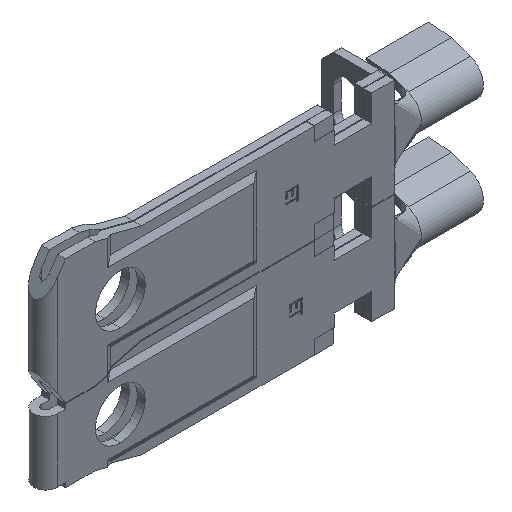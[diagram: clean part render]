
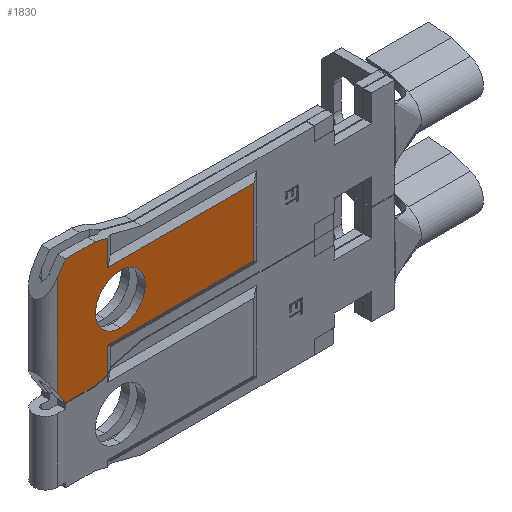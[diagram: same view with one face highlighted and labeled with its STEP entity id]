
A CAD part, isometric view. The second image highlights one B-rep face of the part: STEP entity #1830.
In plain terms, the highlighted planar face has unit normal (0, -1, 0).
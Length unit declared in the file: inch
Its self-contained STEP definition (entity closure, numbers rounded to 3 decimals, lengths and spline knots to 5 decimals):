
#99 = CARTESIAN_POINT ( 'NONE',  ( 0.12641, -0.03, -0.08441 ) ) ;
#117 = CARTESIAN_POINT ( 'NONE',  ( 0.49341, -0.03, -0.08441 ) ) ;
#268 = VECTOR ( 'NONE', #7886, 39.37008 ) ;
#376 = EDGE_CURVE ( 'NONE', #4359, #5174, #4897, .T. ) ;
#447 = CARTESIAN_POINT ( 'NONE',  ( 0.01393, -0.03, 0.17758 ) ) ;
#576 = LINE ( 'NONE', #6411, #10677 ) ;
#736 = CARTESIAN_POINT ( 'NONE',  ( 0., -0.03, 0.124 ) ) ;
#782 = VERTEX_POINT ( 'NONE', #1472 ) ;
#917 = ORIENTED_EDGE ( 'NONE', *, *, #7472, .T. ) ;
#955 = EDGE_CURVE ( 'NONE', #9111, #12230, #1172, .T. ) ;
#978 = CARTESIAN_POINT ( 'NONE',  ( 0., -0.03, 0.1565 ) ) ;
#1120 = CARTESIAN_POINT ( 'NONE',  ( 0.02, -0.03, -0.1565 ) ) ;
#1156 = ORIENTED_EDGE ( 'NONE', *, *, #6571, .T. ) ;
#1172 = CIRCLE ( 'NONE', #7960, 0.0625 ) ;
#1380 = ORIENTED_EDGE ( 'NONE', *, *, #10661, .T. ) ;
#1455 = VECTOR ( 'NONE', #8691, 39.37008 ) ;
#1472 = CARTESIAN_POINT ( 'NONE',  ( 0.095, -0.03, -0.1565 ) ) ;
#1610 = EDGE_CURVE ( 'NONE', #4798, #8781, #11426, .T. ) ;
#1611 = VECTOR ( 'NONE', #5671, 39.37008 ) ;
#1655 = ORIENTED_EDGE ( 'NONE', *, *, #5400, .F. ) ;
#1669 = VECTOR ( 'NONE', #5870, 39.37008 ) ;
#1763 = EDGE_CURVE ( 'NONE', #12230, #9111, #12048, .T. ) ;
#1764 = DIRECTION ( 'NONE',  ( 0., 1., 0. ) ) ;
#1830 = ADVANCED_FACE ( 'NONE', ( #6652, #6352 ), #9330, .F. ) ;
#1900 = CARTESIAN_POINT ( 'NONE',  ( 0.12641, -0.03, -0.14833 ) ) ;
#2053 = EDGE_CURVE ( 'NONE', #7605, #782, #3965, .T. ) ;
#2084 = VECTOR ( 'NONE', #9267, 39.37008 ) ;
#2153 = EDGE_CURVE ( 'NONE', #11666, #8124, #7523, .T. ) ;
#2158 = DIRECTION ( 'NONE',  ( -0.547, 0., -0.837 ) ) ;
#2321 = CARTESIAN_POINT ( 'NONE',  ( 0.12641, -0.03, 0.08441 ) ) ;
#2328 = CARTESIAN_POINT ( 'NONE',  ( 0.49341, -0.03, 0.1 ) ) ;
#2536 = ORIENTED_EDGE ( 'NONE', *, *, #3573, .T. ) ;
#2542 = CARTESIAN_POINT ( 'NONE',  ( 0.07433, -0.03, -0.16187 ) ) ;
#3061 = CARTESIAN_POINT ( 'NONE',  ( -0.00087, -0.03, 0.12457 ) ) ;
#3406 = ORIENTED_EDGE ( 'NONE', *, *, #955, .T. ) ;
#3573 = EDGE_CURVE ( 'NONE', #6119, #3619, #4640, .T. ) ;
#3586 = DIRECTION ( 'NONE',  ( 0., 1., 0. ) ) ;
#3619 = VERTEX_POINT ( 'NONE', #9981 ) ;
#3642 = DIRECTION ( 'NONE',  ( 1., 0., 0. ) ) ;
#3650 = DIRECTION ( 'NONE',  ( 0., 1., 0. ) ) ;
#3935 = LINE ( 'NONE', #978, #6163 ) ;
#3965 = LINE ( 'NONE', #5845, #1455 ) ;
#4072 = AXIS2_PLACEMENT_3D ( 'NONE', #9254, #3586, #10222 ) ;
#4359 = VERTEX_POINT ( 'NONE', #4780 ) ;
#4476 = DIRECTION ( 'NONE',  ( 0.968, 0., 0.252 ) ) ;
#4640 = LINE ( 'NONE', #447, #12270 ) ;
#4723 = CARTESIAN_POINT ( 'NONE',  ( 0., -0.03, 0.08441 ) ) ;
#4780 = CARTESIAN_POINT ( 'NONE',  ( 0., -0.03, 0.1259 ) ) ;
#4798 = VERTEX_POINT ( 'NONE', #9084 ) ;
#4897 = LINE ( 'NONE', #736, #2084 ) ;
#4938 = CARTESIAN_POINT ( 'NONE',  ( 0.12641, -0.03, 0.124 ) ) ;
#5013 = VECTOR ( 'NONE', #3642, 39.37008 ) ;
#5174 = VERTEX_POINT ( 'NONE', #8371 ) ;
#5289 = ORIENTED_EDGE ( 'NONE', *, *, #7929, .T. ) ;
#5296 = ORIENTED_EDGE ( 'NONE', *, *, #7377, .T. ) ;
#5400 = EDGE_CURVE ( 'NONE', #6119, #10784, #9217, .T. ) ;
#5406 = CARTESIAN_POINT ( 'NONE',  ( 0.158, -0.03, 0.0625 ) ) ;
#5511 = CARTESIAN_POINT ( 'NONE',  ( 0.49341, -0.03, -0.08441 ) ) ;
#5624 = ORIENTED_EDGE ( 'NONE', *, *, #2153, .F. ) ;
#5627 = EDGE_LOOP ( 'NONE', ( #3406, #6885 ) ) ;
#5658 = LINE ( 'NONE', #3061, #7892 ) ;
#5671 = DIRECTION ( 'NONE',  ( -1., 0., 0. ) ) ;
#5845 = CARTESIAN_POINT ( 'NONE',  ( 0., -0.03, -0.1565 ) ) ;
#5870 = DIRECTION ( 'NONE',  ( 0., 0., -1. ) ) ;
#6118 = DIRECTION ( 'NONE',  ( -0.968, 0., 0.252 ) ) ;
#6119 = VERTEX_POINT ( 'NONE', #7810 ) ;
#6163 = VECTOR ( 'NONE', #6714, 39.37008 ) ;
#6352 = FACE_OUTER_BOUND ( 'NONE', #6918, .T. ) ;
#6411 = CARTESIAN_POINT ( 'NONE',  ( -0.11444, -0.03, 0.0492 ) ) ;
#6449 = DIRECTION ( 'NONE',  ( 0.547, 0., -0.837 ) ) ;
#6467 = CARTESIAN_POINT ( 'NONE',  ( 0.158, -0.03, -0.0625 ) ) ;
#6472 = CARTESIAN_POINT ( 'NONE',  ( 0., -0.03, 0.124 ) ) ;
#6571 = EDGE_CURVE ( 'NONE', #5174, #7605, #576, .T. ) ;
#6625 = VECTOR ( 'NONE', #4476, 39.37008 ) ;
#6652 = FACE_BOUND ( 'NONE', #5627, .T. ) ;
#6714 = DIRECTION ( 'NONE',  ( 1., 0., 0. ) ) ;
#6885 = ORIENTED_EDGE ( 'NONE', *, *, #1763, .T. ) ;
#6918 = EDGE_LOOP ( 'NONE', ( #10182, #1380, #7483, #1156, #9247, #5289, #5624, #5296, #9793, #917, #1655, #2536 ) ) ;
#6964 = CARTESIAN_POINT ( 'NONE',  ( 0.12641, -0.03, 0.124 ) ) ;
#7036 = DIRECTION ( 'NONE',  ( 0., 0., -1. ) ) ;
#7377 = EDGE_CURVE ( 'NONE', #11666, #8781, #7521, .T. ) ;
#7434 = CARTESIAN_POINT ( 'NONE',  ( 0.158, -0.03, 0. ) ) ;
#7472 = EDGE_CURVE ( 'NONE', #4798, #10784, #9153, .T. ) ;
#7483 = ORIENTED_EDGE ( 'NONE', *, *, #376, .T. ) ;
#7521 = LINE ( 'NONE', #5511, #5013 ) ;
#7523 = LINE ( 'NONE', #6964, #268 ) ;
#7605 = VERTEX_POINT ( 'NONE', #1120 ) ;
#7810 = CARTESIAN_POINT ( 'NONE',  ( 0.12641, -0.03, 0.14833 ) ) ;
#7886 = DIRECTION ( 'NONE',  ( 0., 0., -1. ) ) ;
#7892 = VECTOR ( 'NONE', #2158, 39.37008 ) ;
#7929 = EDGE_CURVE ( 'NONE', #782, #8124, #9137, .T. ) ;
#7960 = AXIS2_PLACEMENT_3D ( 'NONE', #7434, #1764, #8381 ) ;
#8041 = VERTEX_POINT ( 'NONE', #9351 ) ;
#8124 = VERTEX_POINT ( 'NONE', #1900 ) ;
#8167 = EDGE_CURVE ( 'NONE', #8041, #3619, #3935, .T. ) ;
#8371 = CARTESIAN_POINT ( 'NONE',  ( 0., -0.03, -0.1259 ) ) ;
#8381 = DIRECTION ( 'NONE',  ( 0., 0., 1. ) ) ;
#8691 = DIRECTION ( 'NONE',  ( 1., 0., 0. ) ) ;
#8781 = VERTEX_POINT ( 'NONE', #117 ) ;
#9084 = CARTESIAN_POINT ( 'NONE',  ( 0.49341, -0.03, 0.08441 ) ) ;
#9111 = VERTEX_POINT ( 'NONE', #5406 ) ;
#9137 = LINE ( 'NONE', #2542, #6625 ) ;
#9153 = LINE ( 'NONE', #4723, #1611 ) ;
#9157 = AXIS2_PLACEMENT_3D ( 'NONE', #6472, #3650, #10306 ) ;
#9217 = LINE ( 'NONE', #4938, #1669 ) ;
#9247 = ORIENTED_EDGE ( 'NONE', *, *, #2053, .T. ) ;
#9254 = CARTESIAN_POINT ( 'NONE',  ( 0.158, -0.03, 0. ) ) ;
#9267 = DIRECTION ( 'NONE',  ( 0., 0., -1. ) ) ;
#9330 = PLANE ( 'NONE',  #9157 ) ;
#9351 = CARTESIAN_POINT ( 'NONE',  ( 0.02, -0.03, 0.1565 ) ) ;
#9793 = ORIENTED_EDGE ( 'NONE', *, *, #1610, .F. ) ;
#9981 = CARTESIAN_POINT ( 'NONE',  ( 0.095, -0.03, 0.1565 ) ) ;
#10182 = ORIENTED_EDGE ( 'NONE', *, *, #8167, .F. ) ;
#10222 = DIRECTION ( 'NONE',  ( 0., 0., 1. ) ) ;
#10306 = DIRECTION ( 'NONE',  ( 0., 0., 1. ) ) ;
#10661 = EDGE_CURVE ( 'NONE', #8041, #4359, #5658, .T. ) ;
#10677 = VECTOR ( 'NONE', #6449, 39.37008 ) ;
#10784 = VERTEX_POINT ( 'NONE', #2321 ) ;
#11117 = VECTOR ( 'NONE', #7036, 39.37008 ) ;
#11426 = LINE ( 'NONE', #2328, #11117 ) ;
#11666 = VERTEX_POINT ( 'NONE', #99 ) ;
#12048 = CIRCLE ( 'NONE', #4072, 0.0625 ) ;
#12230 = VERTEX_POINT ( 'NONE', #6467 ) ;
#12270 = VECTOR ( 'NONE', #6118, 39.37008 ) ;
